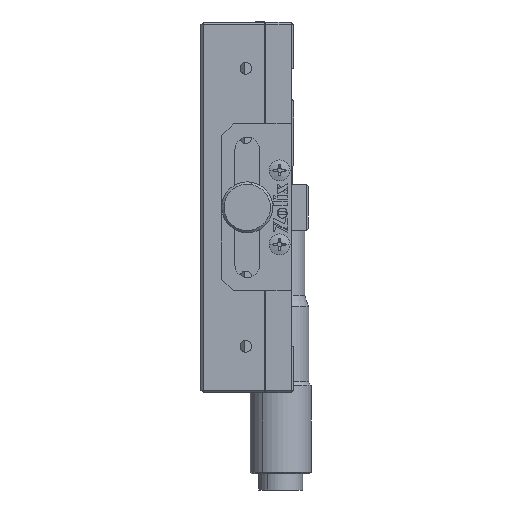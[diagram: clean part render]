
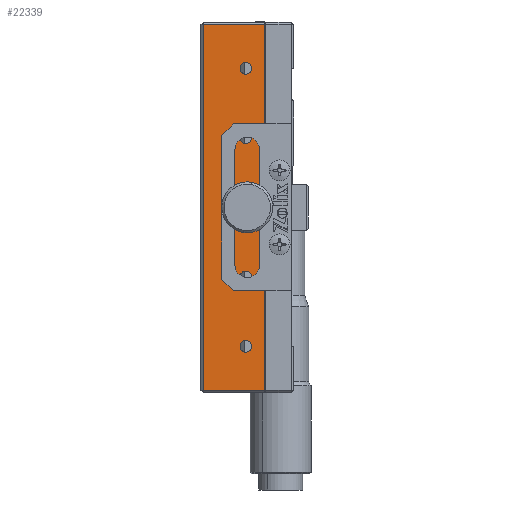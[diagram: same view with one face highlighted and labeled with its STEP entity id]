
A CAD part, left-side view. The second image highlights one B-rep face of the part: STEP entity #22339.
In plain terms, the highlighted planar face has unit normal (-1, 0, 0).
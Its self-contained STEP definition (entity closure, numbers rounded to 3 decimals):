
#463 = FACE_OUTER_BOUND ( 'NONE', #25387, .T. ) ;
#744 = DIRECTION ( 'NONE',  ( -1., 0., 0. ) ) ;
#784 = CARTESIAN_POINT ( 'NONE',  ( -39.763, -6.475, 92.5 ) ) ;
#838 = CIRCLE ( 'NONE', #25058, 2.1 ) ;
#1069 = CARTESIAN_POINT ( 'NONE',  ( -39.763, -6.175, 63.75 ) ) ;
#1428 = CIRCLE ( 'NONE', #20334, 1.25 ) ;
#1431 = AXIS2_PLACEMENT_3D ( 'NONE', #3975, #12656, #6256 ) ;
#2068 = CIRCLE ( 'NONE', #1431, 2.1 ) ;
#2178 = FACE_BOUND ( 'NONE', #16219, .T. ) ;
#2201 = EDGE_CURVE ( 'NONE', #16784, #20781, #3706, .T. ) ;
#2482 = CARTESIAN_POINT ( 'NONE',  ( -39.763, -10.175, 53. ) ) ;
#3171 = FACE_BOUND ( 'NONE', #11937, .T. ) ;
#3358 = CARTESIAN_POINT ( 'NONE',  ( -39.763, -10.175, 52.5 ) ) ;
#3558 = EDGE_CURVE ( 'NONE', #22054, #21937, #14149, .T. ) ;
#3706 = CIRCLE ( 'NONE', #19322, 1.25 ) ;
#3823 = CARTESIAN_POINT ( 'NONE',  ( -39.763, 3.025, 52.5 ) ) ;
#3975 = CARTESIAN_POINT ( 'NONE',  ( -39.763, -6.475, 92.5 ) ) ;
#4361 = CARTESIAN_POINT ( 'NONE',  ( -39.763, -6.175, 122.5 ) ) ;
#4492 = ORIENTED_EDGE ( 'NONE', *, *, #24610, .T. ) ;
#4891 = FACE_BOUND ( 'NONE', #5774, .T. ) ;
#5146 = DIRECTION ( 'NONE',  ( 0., 0., 1. ) ) ;
#5159 = CIRCLE ( 'NONE', #21780, 1.25 ) ;
#5534 = EDGE_CURVE ( 'NONE', #24816, #24795, #8948, .T. ) ;
#5774 = EDGE_LOOP ( 'NONE', ( #7651, #19176 ) ) ;
#6092 = VERTEX_POINT ( 'NONE', #10144 ) ;
#6256 = DIRECTION ( 'NONE',  ( 0., 0., 1. ) ) ;
#6619 = EDGE_CURVE ( 'NONE', #20781, #16784, #25516, .T. ) ;
#7282 = VERTEX_POINT ( 'NONE', #12840 ) ;
#7307 = ORIENTED_EDGE ( 'NONE', *, *, #23716, .T. ) ;
#7333 = DIRECTION ( 'NONE',  ( 0., 0., 1. ) ) ;
#7334 = VERTEX_POINT ( 'NONE', #26305 ) ;
#7614 = DIRECTION ( 'NONE',  ( 0., 0., 1. ) ) ;
#7646 = CARTESIAN_POINT ( 'NONE',  ( -39.763, -10.175, 52.5 ) ) ;
#7651 = ORIENTED_EDGE ( 'NONE', *, *, #27963, .F. ) ;
#7757 = CARTESIAN_POINT ( 'NONE',  ( -39.763, -6.175, 62.5 ) ) ;
#7817 = DIRECTION ( 'NONE',  ( -1., 0., 0. ) ) ;
#8025 = CARTESIAN_POINT ( 'NONE',  ( -39.763, -6.175, 107.5 ) ) ;
#8125 = DIRECTION ( 'NONE',  ( 0., 0., 1. ) ) ;
#8475 = DIRECTION ( 'NONE',  ( 0., 0., 1. ) ) ;
#8558 = VECTOR ( 'NONE', #13634, 1000. ) ;
#8948 = LINE ( 'NONE', #24591, #14410 ) ;
#8964 = CARTESIAN_POINT ( 'NONE',  ( -39.763, -6.175, 62.5 ) ) ;
#8988 = ORIENTED_EDGE ( 'NONE', *, *, #5534, .T. ) ;
#9666 = ORIENTED_EDGE ( 'NONE', *, *, #26595, .F. ) ;
#9718 = CARTESIAN_POINT ( 'NONE',  ( -39.763, -6.175, 77.5 ) ) ;
#9783 = LINE ( 'NONE', #7646, #14570 ) ;
#9878 = EDGE_CURVE ( 'NONE', #24795, #7282, #9783, .T. ) ;
#10144 = CARTESIAN_POINT ( 'NONE',  ( -39.763, -6.475, 90.4 ) ) ;
#10921 = LINE ( 'NONE', #21638, #8558 ) ;
#11653 = ORIENTED_EDGE ( 'NONE', *, *, #6619, .F. ) ;
#11678 = CARTESIAN_POINT ( 'NONE',  ( -39.763, -6.175, 121.25 ) ) ;
#11937 = EDGE_LOOP ( 'NONE', ( #11653, #16900 ) ) ;
#11938 = VERTEX_POINT ( 'NONE', #20713 ) ;
#11983 = FACE_BOUND ( 'NONE', #28070, .T. ) ;
#12210 = ORIENTED_EDGE ( 'NONE', *, *, #18444, .F. ) ;
#12418 = AXIS2_PLACEMENT_3D ( 'NONE', #3358, #14271, #7614 ) ;
#12525 = DIRECTION ( 'NONE',  ( 0., 0., -1. ) ) ;
#12656 = DIRECTION ( 'NONE',  ( -1., 0., 0. ) ) ;
#12825 = EDGE_LOOP ( 'NONE', ( #12210, #13012 ) ) ;
#12840 = CARTESIAN_POINT ( 'NONE',  ( -39.763, -10.175, 132. ) ) ;
#13012 = ORIENTED_EDGE ( 'NONE', *, *, #25247, .F. ) ;
#13441 = DIRECTION ( 'NONE',  ( 0., 0., 1. ) ) ;
#13607 = EDGE_CURVE ( 'NONE', #26258, #26842, #1428, .T. ) ;
#13634 = DIRECTION ( 'NONE',  ( 0., 1., 0. ) ) ;
#13745 = CARTESIAN_POINT ( 'NONE',  ( -39.763, -6.175, 77.5 ) ) ;
#13772 = VERTEX_POINT ( 'NONE', #19670 ) ;
#13951 = EDGE_CURVE ( 'NONE', #21937, #22054, #5159, .T. ) ;
#14065 = DIRECTION ( 'NONE',  ( -1., 0., 0. ) ) ;
#14149 = CIRCLE ( 'NONE', #15704, 1.25 ) ;
#14187 = CIRCLE ( 'NONE', #28114, 1.25 ) ;
#14271 = DIRECTION ( 'NONE',  ( -1., 0., 0. ) ) ;
#14408 = DIRECTION ( 'NONE',  ( 0., 0., 1. ) ) ;
#14410 = VECTOR ( 'NONE', #17353, 1000. ) ;
#14517 = AXIS2_PLACEMENT_3D ( 'NONE', #7757, #25016, #14408 ) ;
#14570 = VECTOR ( 'NONE', #13441, 1000. ) ;
#14668 = DIRECTION ( 'NONE',  ( 0., 0., 1. ) ) ;
#15084 = CARTESIAN_POINT ( 'NONE',  ( -39.763, -6.175, 107.5 ) ) ;
#15355 = DIRECTION ( 'NONE',  ( 0., 0., 1. ) ) ;
#15704 = AXIS2_PLACEMENT_3D ( 'NONE', #9718, #27165, #20601 ) ;
#15743 = ORIENTED_EDGE ( 'NONE', *, *, #13951, .F. ) ;
#16219 = EDGE_LOOP ( 'NONE', ( #15743, #19377 ) ) ;
#16492 = EDGE_CURVE ( 'NONE', #6092, #11938, #2068, .T. ) ;
#16784 = VERTEX_POINT ( 'NONE', #17350 ) ;
#16900 = ORIENTED_EDGE ( 'NONE', *, *, #2201, .F. ) ;
#17177 = DIRECTION ( 'NONE',  ( -1., 0., 0. ) ) ;
#17350 = CARTESIAN_POINT ( 'NONE',  ( -39.763, -6.175, 61.25 ) ) ;
#17353 = DIRECTION ( 'NONE',  ( 0., -1., 0. ) ) ;
#17758 = CARTESIAN_POINT ( 'NONE',  ( -39.763, -6.175, 106.25 ) ) ;
#18204 = VERTEX_POINT ( 'NONE', #17758 ) ;
#18441 = PLANE ( 'NONE',  #12418 ) ;
#18444 = EDGE_CURVE ( 'NONE', #7334, #18204, #20674, .T. ) ;
#18584 = DIRECTION ( 'NONE',  ( -1., 0., 0. ) ) ;
#19032 = CARTESIAN_POINT ( 'NONE',  ( -39.763, -6.175, 122.5 ) ) ;
#19176 = ORIENTED_EDGE ( 'NONE', *, *, #16492, .F. ) ;
#19322 = AXIS2_PLACEMENT_3D ( 'NONE', #8964, #24138, #26321 ) ;
#19377 = ORIENTED_EDGE ( 'NONE', *, *, #3558, .F. ) ;
#19670 = CARTESIAN_POINT ( 'NONE',  ( -39.763, 3.025, 132. ) ) ;
#19744 = VECTOR ( 'NONE', #12525, 1000. ) ;
#20334 = AXIS2_PLACEMENT_3D ( 'NONE', #19032, #7817, #14668 ) ;
#20601 = DIRECTION ( 'NONE',  ( 0., 0., 1. ) ) ;
#20674 = CIRCLE ( 'NONE', #27985, 1.25 ) ;
#20713 = CARTESIAN_POINT ( 'NONE',  ( -39.763, -6.475, 94.6 ) ) ;
#20781 = VERTEX_POINT ( 'NONE', #1069 ) ;
#20965 = CARTESIAN_POINT ( 'NONE',  ( -39.763, -6.175, 78.75 ) ) ;
#21445 = CARTESIAN_POINT ( 'NONE',  ( -39.763, -6.175, 123.75 ) ) ;
#21517 = CARTESIAN_POINT ( 'NONE',  ( -39.763, -6.175, 76.25 ) ) ;
#21638 = CARTESIAN_POINT ( 'NONE',  ( -39.763, -10.175, 132. ) ) ;
#21780 = AXIS2_PLACEMENT_3D ( 'NONE', #13745, #744, #5146 ) ;
#21853 = ORIENTED_EDGE ( 'NONE', *, *, #13607, .F. ) ;
#21937 = VERTEX_POINT ( 'NONE', #20965 ) ;
#22049 = CARTESIAN_POINT ( 'NONE',  ( -39.763, 3.025, 53. ) ) ;
#22054 = VERTEX_POINT ( 'NONE', #21517 ) ;
#22339 = ADVANCED_FACE ( 'NONE', ( #2178, #3171, #11983, #26905, #4891, #463 ), #18441, .T. ) ;
#23454 = LINE ( 'NONE', #3823, #19744 ) ;
#23590 = DIRECTION ( 'NONE',  ( -1., 0., 0. ) ) ;
#23716 = EDGE_CURVE ( 'NONE', #7282, #13772, #10921, .T. ) ;
#24110 = AXIS2_PLACEMENT_3D ( 'NONE', #15084, #17177, #15355 ) ;
#24138 = DIRECTION ( 'NONE',  ( -1., 0., 0. ) ) ;
#24591 = CARTESIAN_POINT ( 'NONE',  ( -39.763, -10.175, 53. ) ) ;
#24610 = EDGE_CURVE ( 'NONE', #13772, #24816, #23454, .T. ) ;
#24795 = VERTEX_POINT ( 'NONE', #2482 ) ;
#24816 = VERTEX_POINT ( 'NONE', #22049 ) ;
#25016 = DIRECTION ( 'NONE',  ( -1., 0., 0. ) ) ;
#25058 = AXIS2_PLACEMENT_3D ( 'NONE', #784, #14065, #7333 ) ;
#25247 = EDGE_CURVE ( 'NONE', #18204, #7334, #27786, .T. ) ;
#25387 = EDGE_LOOP ( 'NONE', ( #4492, #8988, #26745, #7307 ) ) ;
#25516 = CIRCLE ( 'NONE', #14517, 1.25 ) ;
#26258 = VERTEX_POINT ( 'NONE', #21445 ) ;
#26305 = CARTESIAN_POINT ( 'NONE',  ( -39.763, -6.175, 108.75 ) ) ;
#26321 = DIRECTION ( 'NONE',  ( 0., 0., 1. ) ) ;
#26595 = EDGE_CURVE ( 'NONE', #26842, #26258, #14187, .T. ) ;
#26745 = ORIENTED_EDGE ( 'NONE', *, *, #9878, .T. ) ;
#26842 = VERTEX_POINT ( 'NONE', #11678 ) ;
#26905 = FACE_BOUND ( 'NONE', #12825, .T. ) ;
#27165 = DIRECTION ( 'NONE',  ( -1., 0., 0. ) ) ;
#27786 = CIRCLE ( 'NONE', #24110, 1.25 ) ;
#27963 = EDGE_CURVE ( 'NONE', #11938, #6092, #838, .T. ) ;
#27985 = AXIS2_PLACEMENT_3D ( 'NONE', #8025, #18584, #8125 ) ;
#28070 = EDGE_LOOP ( 'NONE', ( #21853, #9666 ) ) ;
#28114 = AXIS2_PLACEMENT_3D ( 'NONE', #4361, #23590, #8475 ) ;
